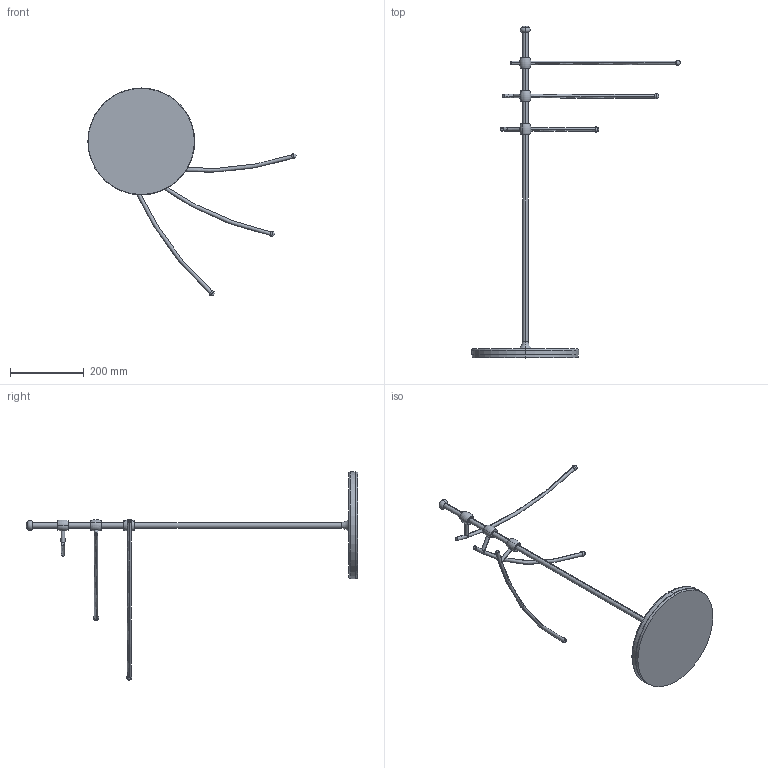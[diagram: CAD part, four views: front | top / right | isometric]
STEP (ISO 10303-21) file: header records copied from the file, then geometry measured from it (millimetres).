
FILE_DESCRIPTION (( 'STEP AP203' ), '1' );
FILE_NAME ('18087 - VENUS.STEP', '2013-04-06T10:50:52', ( '' ), ( '' ), 'SwSTEP 2.0', 'SolidWorks 2012', '' );
FILE_SCHEMA (( 'CONFIG_CONTROL_DESIGN' ));
Length unit declared in the file: millimetre
Products named in the file (5): TTTS-02 - ramiê 1 ; TTTS-02 - ramiê 2 ; 18087 - VENUS; TTTS-02 - ramiê 3 ; TTTS-01 - stojak
Assembly tree (4 placements, depth 2):
  18087 - VENUS
    TTTS-01 - stojak
    TTTS-02 - ramiê 1 
    TTTS-02 - ramiê 2 
    TTTS-02 - ramiê 3 
Bounding box: 564.97 x 900 x 564.29 mm (x, y, z)
Volume: 1971585.1 mm3; surface area: 259119.9 mm2
Topology: 4 solids, 4 shells, 66 faces, 157 edges, 102 vertices
Faces by surface type: torus 20, cylinder 20, plane 14, bspline 6, sphere 6
Entity records: 4091 total; most frequent: CARTESIAN_POINT 2122, DIRECTION 320, ORIENTED_EDGE 290, AXIS2_PLACEMENT_3D 150, EDGE_CURVE 145, VERTEX_POINT 96, CIRCLE 83, EDGE_LOOP 81
